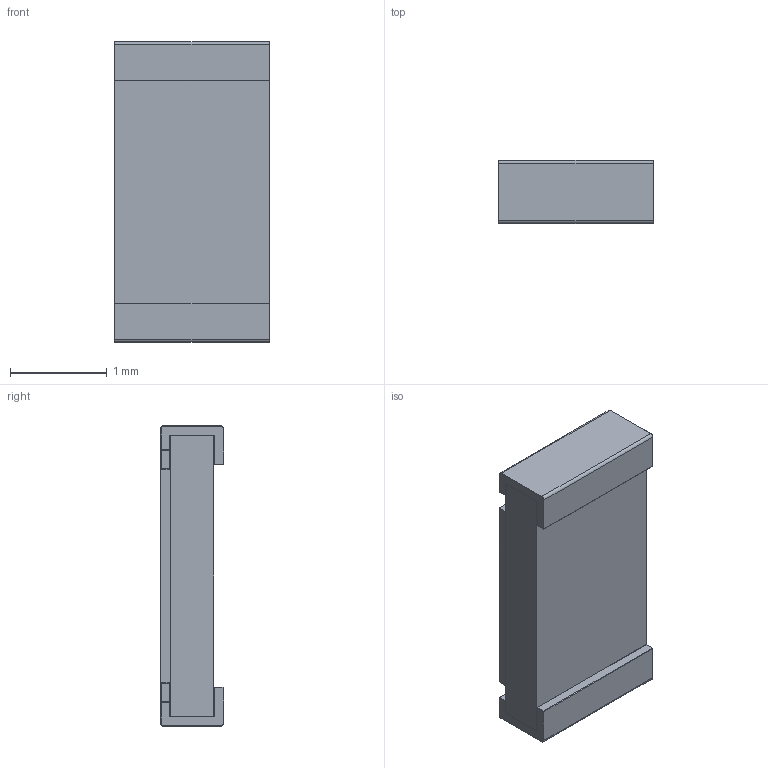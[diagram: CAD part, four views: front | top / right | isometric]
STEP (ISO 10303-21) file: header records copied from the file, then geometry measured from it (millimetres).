
FILE_DESCRIPTION (( 'STEP AP214' ), '1' );
FILE_NAME ('RT1206FRE071R3L.STEP', '2019-06-04T14:14:53', ( '' ), ( '' ), 'SwSTEP 2.0', 'SolidWorks 2019', '' );
FILE_SCHEMA (( 'AUTOMOTIVE_DESIGN' ));
Length unit declared in the file: millimetre
Products named in the file (5): RT1206FRE071R3L_Logo; RT1206FRE071R3L_Terminal; RT1206FRE071R3L_Ceramic; RT1206FRE071R3L_Coating; RT1206FRE071R3L
Assembly tree (5 placements, depth 2):
  RT1206FRE071R3L
    RT1206FRE071R3L_Ceramic
    RT1206FRE071R3L_Logo
    RT1206FRE071R3L_Terminal  x2
    RT1206FRE071R3L_Coating
Bounding box: 1.6 x 0.65 x 3.1 mm (x, y, z)
Volume: 2.8 mm3; surface area: 30.2 mm2
Topology: 13 solids, 13 shells, 268 faces, 630 edges, 364 vertices
Faces by surface type: plane 122, cylinder 72, bspline 26, torus 24, sphere 24
Entity records: 6890 total; most frequent: CARTESIAN_POINT 2338, ORIENTED_EDGE 900, DIRECTION 834, EDGE_CURVE 450, LINE 314, VECTOR 314, VERTEX_POINT 280, AXIS2_PLACEMENT_3D 260
